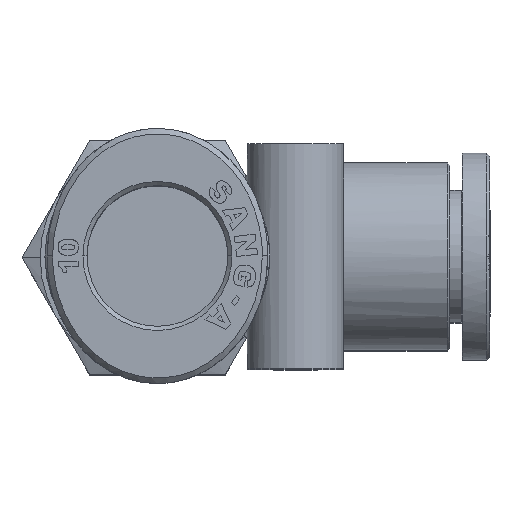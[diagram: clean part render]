
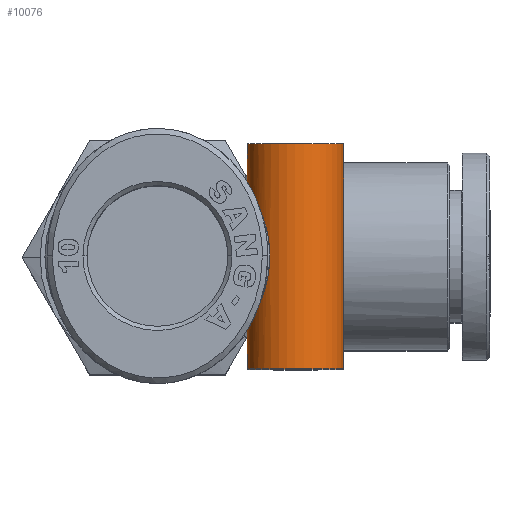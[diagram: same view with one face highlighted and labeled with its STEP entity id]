
A CAD part, top view. The second image highlights one B-rep face of the part: STEP entity #10076.
In plain terms, the highlighted cylindrical face has radius 3.5 mm (diameter 7 mm), a partial arc.
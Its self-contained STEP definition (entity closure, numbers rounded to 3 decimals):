
#261 = EDGE_LOOP ( 'NONE', ( #40038, #40073, #57519, #56228, #35008, #25146, #6298 ) ) ;
#566 = CIRCLE ( 'NONE', #36826, 3.5 ) ;
#1353 = VERTEX_POINT ( 'NONE', #27957 ) ;
#1687 = CARTESIAN_POINT ( 'NONE',  ( 1.267, -8.15, -10. ) ) ;
#3092 = DIRECTION ( 'NONE',  ( 0., 1., 0. ) ) ;
#3279 = B_SPLINE_CURVE_WITH_KNOTS ( 'NONE', 3,
 ( #3735, #22492, #13513, #26877, #58669, #44952, #31445, #45346, #36039, #54275, #31635, #18100, #8361, #40561, #49914, #40174, #40378, #58873, #44761, #49326, #23477, #17726 ),
 .UNSPECIFIED., .F., .F.,
 ( 4, 2, 2, 2, 2, 2, 2, 2, 2, 2, 4 ),
 ( -0.007, -0.006, -0.006, -0.005, -0.005, -0.004, -0.003, -0.002, -0.002, -0.001, 0. ),
 .UNSPECIFIED. ) ;
#3429 = CARTESIAN_POINT ( 'NONE',  ( 2.897, -4.337, -6.901 ) ) ;
#3716 = EDGE_CURVE ( 'NONE', #1353, #13928, #28560, .T. ) ;
#3735 = CARTESIAN_POINT ( 'NONE',  ( 1.267, 4.917, -6.5 ) ) ;
#4595 = CARTESIAN_POINT ( 'NONE',  ( 2.215, -4.742, -6.628 ) ) ;
#4853 = CARTESIAN_POINT ( 'NONE',  ( 1.267, -4.917, -6.5 ) ) ;
#6298 = ORIENTED_EDGE ( 'NONE', *, *, #23285, .F. ) ;
#6376 = AXIS2_PLACEMENT_3D ( 'NONE', #57106, #34472, #30057 ) ;
#7650 = CARTESIAN_POINT ( 'NONE',  ( 2.688, -4.494, -6.8 ) ) ;
#7819 = EDGE_CURVE ( 'NONE', #1353, #27432, #3279, .T. ) ;
#8361 = CARTESIAN_POINT ( 'NONE',  ( 3.609, 3.436, -7.395 ) ) ;
#8808 = DIRECTION ( 'NONE',  ( 0., 1., 0. ) ) ;
#9214 = CARTESIAN_POINT ( 'NONE',  ( 1.408, -4.917, -6.5 ) ) ;
#10076 = ADVANCED_FACE ( 'NONE', ( #30281 ), #13873, .T. ) ;
#10651 = LINE ( 'NONE', #26249, #24202 ) ;
#13513 = CARTESIAN_POINT ( 'NONE',  ( 1.545, 4.906, -6.508 ) ) ;
#13599 = CARTESIAN_POINT ( 'NONE',  ( 1.55, -4.905, -6.509 ) ) ;
#13873 = CYLINDRICAL_SURFACE ( 'NONE', #6376, 3.5 ) ;
#13928 = VERTEX_POINT ( 'NONE', #16981 ) ;
#13997 = DIRECTION ( 'NONE',  ( 0., -1., 0. ) ) ;
#15338 = CARTESIAN_POINT ( 'NONE',  ( 1.267, -8.15, -6.5 ) ) ;
#16614 = CARTESIAN_POINT ( 'NONE',  ( 4.238, 0., -8.15 ) ) ;
#16820 = CARTESIAN_POINT ( 'NONE',  ( 2.342, -4.689, -6.667 ) ) ;
#16981 = CARTESIAN_POINT ( 'NONE',  ( 1.267, 8.15, -6.5 ) ) ;
#17418 = CARTESIAN_POINT ( 'NONE',  ( 4.238, -0.561, -8.15 ) ) ;
#17420 = DIRECTION ( 'NONE',  ( 0., 1., 0. ) ) ;
#17726 = CARTESIAN_POINT ( 'NONE',  ( 4.238, 0., -8.15 ) ) ;
#18100 = CARTESIAN_POINT ( 'NONE',  ( 3.485, 3.66, -7.286 ) ) ;
#19881 = DIRECTION ( 'NONE',  ( 0., 1., 0. ) ) ;
#20953 = B_SPLINE_CURVE_WITH_KNOTS ( 'NONE', 3,
 ( #16614, #17418, #53008, #21609, #53589, #53213, #30945, #53398, #43866, #25786, #34957, #25981, #3429, #7650, #39502, #16820, #4595, #36509, #27323, #13599, #9214, #22581 ),
 .UNSPECIFIED., .F., .F.,
 ( 4, 2, 2, 2, 2, 2, 2, 2, 2, 2, 4 ),
 ( 0., 0.002, 0.002, 0.003, 0.004, 0.005, 0.005, 0.005, 0.006, 0.006, 0.007 ),
 .UNSPECIFIED. ) ;
#21609 = CARTESIAN_POINT ( 'NONE',  ( 4.087, -1.918, -7.926 ) ) ;
#22260 = CARTESIAN_POINT ( 'NONE',  ( 1.267, -8.15, -13.5 ) ) ;
#22492 = CARTESIAN_POINT ( 'NONE',  ( 1.407, 4.917, -6.5 ) ) ;
#22581 = CARTESIAN_POINT ( 'NONE',  ( 1.267, -4.917, -6.5 ) ) ;
#23057 = VERTEX_POINT ( 'NONE', #38739 ) ;
#23285 = EDGE_CURVE ( 'NONE', #44261, #34463, #26587, .T. ) ;
#23428 = EDGE_CURVE ( 'NONE', #23057, #13928, #46640, .T. ) ;
#23477 = CARTESIAN_POINT ( 'NONE',  ( 4.238, 0.28, -8.15 ) ) ;
#24202 = VECTOR ( 'NONE', #3092, 1000. ) ;
#25146 = ORIENTED_EDGE ( 'NONE', *, *, #45141, .T. ) ;
#25786 = CARTESIAN_POINT ( 'NONE',  ( 3.258, -3.968, -7.12 ) ) ;
#25981 = CARTESIAN_POINT ( 'NONE',  ( 2.996, -4.25, -6.955 ) ) ;
#26249 = CARTESIAN_POINT ( 'NONE',  ( 1.267, 0., -13.5 ) ) ;
#26587 = LINE ( 'NONE', #39882, #46469 ) ;
#26877 = CARTESIAN_POINT ( 'NONE',  ( 1.819, 4.862, -6.541 ) ) ;
#27323 = CARTESIAN_POINT ( 'NONE',  ( 1.824, -4.861, -6.542 ) ) ;
#27432 = VERTEX_POINT ( 'NONE', #30366 ) ;
#27957 = CARTESIAN_POINT ( 'NONE',  ( 1.267, 4.917, -6.5 ) ) ;
#28560 = LINE ( 'NONE', #31514, #37151 ) ;
#30057 = DIRECTION ( 'NONE',  ( 0., 0., 1. ) ) ;
#30281 = FACE_OUTER_BOUND ( 'NONE', #261, .T. ) ;
#30366 = CARTESIAN_POINT ( 'NONE',  ( 4.238, 0., -8.15 ) ) ;
#30945 = CARTESIAN_POINT ( 'NONE',  ( 3.819, -2.953, -7.6 ) ) ;
#31445 = CARTESIAN_POINT ( 'NONE',  ( 2.338, 4.69, -6.666 ) ) ;
#31514 = CARTESIAN_POINT ( 'NONE',  ( 1.267, 0., -6.5 ) ) ;
#31635 = CARTESIAN_POINT ( 'NONE',  ( 3.181, 4.071, -7.064 ) ) ;
#32108 = CARTESIAN_POINT ( 'NONE',  ( 1.267, 8.15, -10. ) ) ;
#33221 = DIRECTION ( 'NONE',  ( 0., 0., 1. ) ) ;
#34463 = VERTEX_POINT ( 'NONE', #4853 ) ;
#34472 = DIRECTION ( 'NONE',  ( 0., 1., 0. ) ) ;
#34957 = CARTESIAN_POINT ( 'NONE',  ( 3.175, -4.066, -7.064 ) ) ;
#35008 = ORIENTED_EDGE ( 'NONE', *, *, #7819, .T. ) ;
#36039 = CARTESIAN_POINT ( 'NONE',  ( 2.687, 4.495, -6.799 ) ) ;
#36509 = CARTESIAN_POINT ( 'NONE',  ( 1.957, -4.828, -6.566 ) ) ;
#36826 = AXIS2_PLACEMENT_3D ( 'NONE', #1687, #19881, #33221 ) ;
#37111 = AXIS2_PLACEMENT_3D ( 'NONE', #32108, #13997, #50382 ) ;
#37151 = VECTOR ( 'NONE', #8808, 1000. ) ;
#38739 = CARTESIAN_POINT ( 'NONE',  ( 1.267, 8.15, -13.5 ) ) ;
#39502 = CARTESIAN_POINT ( 'NONE',  ( 2.578, -4.565, -6.752 ) ) ;
#39882 = CARTESIAN_POINT ( 'NONE',  ( 1.267, 0., -6.5 ) ) ;
#40038 = ORIENTED_EDGE ( 'NONE', *, *, #57822, .T. ) ;
#40073 = ORIENTED_EDGE ( 'NONE', *, *, #53901, .T. ) ;
#40174 = CARTESIAN_POINT ( 'NONE',  ( 4.034, 2.193, -7.854 ) ) ;
#40378 = CARTESIAN_POINT ( 'NONE',  ( 4.085, 1.929, -7.923 ) ) ;
#40561 = CARTESIAN_POINT ( 'NONE',  ( 3.818, 2.957, -7.599 ) ) ;
#42131 = VERTEX_POINT ( 'NONE', #22260 ) ;
#43866 = CARTESIAN_POINT ( 'NONE',  ( 3.485, -3.659, -7.286 ) ) ;
#44261 = VERTEX_POINT ( 'NONE', #15338 ) ;
#44761 = CARTESIAN_POINT ( 'NONE',  ( 4.192, 1.112, -8.079 ) ) ;
#44952 = CARTESIAN_POINT ( 'NONE',  ( 2.214, 4.743, -6.628 ) ) ;
#45141 = EDGE_CURVE ( 'NONE', #27432, #34463, #20953, .T. ) ;
#45346 = CARTESIAN_POINT ( 'NONE',  ( 2.574, 4.566, -6.751 ) ) ;
#46469 = VECTOR ( 'NONE', #17420, 1000. ) ;
#46640 = CIRCLE ( 'NONE', #37111, 3.5 ) ;
#49326 = CARTESIAN_POINT ( 'NONE',  ( 4.229, 0.559, -8.136 ) ) ;
#49914 = CARTESIAN_POINT ( 'NONE',  ( 3.9, 2.706, -7.692 ) ) ;
#50382 = DIRECTION ( 'NONE',  ( 0., 0., 1. ) ) ;
#53008 = CARTESIAN_POINT ( 'NONE',  ( 4.205, -1.111, -8.093 ) ) ;
#53213 = CARTESIAN_POINT ( 'NONE',  ( 3.901, -2.704, -7.693 ) ) ;
#53398 = CARTESIAN_POINT ( 'NONE',  ( 3.612, -3.43, -7.398 ) ) ;
#53589 = CARTESIAN_POINT ( 'NONE',  ( 4.035, -2.186, -7.856 ) ) ;
#53901 = EDGE_CURVE ( 'NONE', #42131, #23057, #10651, .T. ) ;
#54275 = CARTESIAN_POINT ( 'NONE',  ( 3., 4.26, -6.951 ) ) ;
#56228 = ORIENTED_EDGE ( 'NONE', *, *, #3716, .F. ) ;
#57106 = CARTESIAN_POINT ( 'NONE',  ( 1.267, 0., -10. ) ) ;
#57519 = ORIENTED_EDGE ( 'NONE', *, *, #23428, .T. ) ;
#57822 = EDGE_CURVE ( 'NONE', #44261, #42131, #566, .T. ) ;
#58669 = CARTESIAN_POINT ( 'NONE',  ( 1.956, 4.829, -6.566 ) ) ;
#58873 = CARTESIAN_POINT ( 'NONE',  ( 4.164, 1.388, -8.036 ) ) ;
